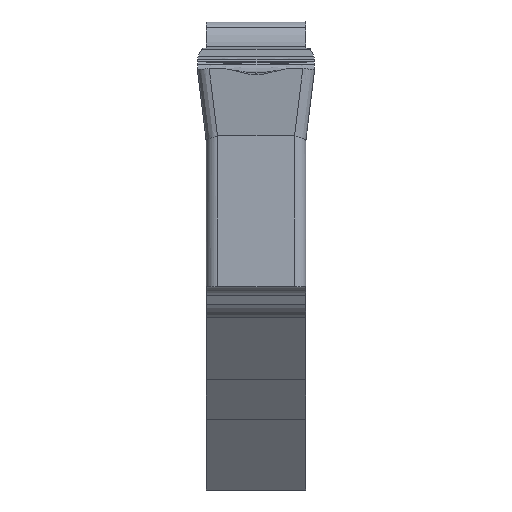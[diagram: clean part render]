
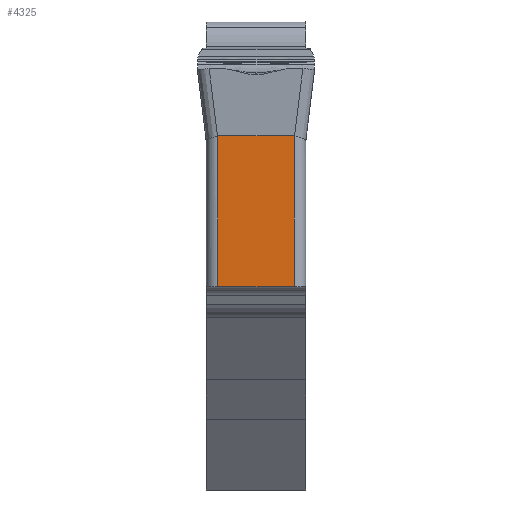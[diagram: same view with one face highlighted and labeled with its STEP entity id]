
A CAD part, front view. The second image highlights one B-rep face of the part: STEP entity #4325.
In plain terms, the highlighted planar face has unit normal (0, -0.999, -0.035).
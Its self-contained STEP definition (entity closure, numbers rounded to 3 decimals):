
#1185=DIRECTION('',(0.,-0.035,0.999));
#1186=VECTOR('',#1185,0.01);
#1187=CARTESIAN_POINT('',(-0.65,0.23,-3.721));
#1188=LINE('',#1187,#1186);
#1200=DIRECTION('',(1.,0.,0.));
#1201=VECTOR('',#1200,1.3);
#1202=CARTESIAN_POINT('',(-0.65,0.23,-3.721));
#1203=LINE('',#1202,#1201);
#1207=DIRECTION('',(-1.,0.,0.));
#1208=VECTOR('',#1207,1.3);
#1209=CARTESIAN_POINT('',(0.65,0.14,-1.139));
#1210=LINE('',#1209,#1208);
#1214=CARTESIAN_POINT('',(0.65,0.23,-3.721));
#1222=DIRECTION('',(0.,0.035,-0.999));
#1223=VECTOR('',#1222,0.01);
#1224=CARTESIAN_POINT('',(0.65,0.23,
-3.711));
#1225=LINE('',#1224,#1223);
#1265=DIRECTION('',(0.,0.035,-0.999));
#1266=VECTOR('',#1265,2.574);
#1267=CARTESIAN_POINT('',(0.65,0.14,-1.139));
#1268=LINE('',#1267,#1266);
#1354=CARTESIAN_POINT('',(-0.65,0.14,-1.139));
#1362=DIRECTION('',(0.,-0.035,0.999));
#1363=VECTOR('',#1362,2.574);
#1364=CARTESIAN_POINT('',(-0.65,0.23,
-3.711));
#1365=LINE('',#1364,#1363);
#1372=CARTESIAN_POINT('',(-0.65,0.23,
-3.711));
#1624=VERTEX_POINT('',#1354);
#1625=CARTESIAN_POINT('',(0.65,0.14,-1.139));
#1626=VERTEX_POINT('',#1625);
#1647=VERTEX_POINT('',#1372);
#1771=CARTESIAN_POINT('',(0.65,0.23,
-3.711));
#1772=VERTEX_POINT('',#1771);
#1777=VERTEX_POINT('',#1214);
#1778=CARTESIAN_POINT('',(-0.65,0.23,-3.721));
#1779=VERTEX_POINT('',#1778);
#4308=CARTESIAN_POINT('',(-0.65,0.078,0.627));
#4309=DIRECTION('',(0.,-0.999,-0.035));
#4310=DIRECTION('',(-1.,0.,0.));
#4311=AXIS2_PLACEMENT_3D('',#4308,#4309,#4310);
#4312=PLANE('',#4311);
#4314=ORIENTED_EDGE('',*,*,#4313,.T.);
#4316=ORIENTED_EDGE('',*,*,#4315,.F.);
#4317=ORIENTED_EDGE('',*,*,#4286,.T.);
#4319=ORIENTED_EDGE('',*,*,#4318,.T.);
#4320=ORIENTED_EDGE('',*,*,#2057,.F.);
#4322=ORIENTED_EDGE('',*,*,#4321,.T.);
#4323=EDGE_LOOP('',(#4314,#4316,#4317,#4319,#4320,#4322));
#4324=FACE_OUTER_BOUND('',#4323,.F.);
#2057=EDGE_CURVE('',#1626,#1624,#1210,.T.);
#4286=EDGE_CURVE('',#1779,#1647,#1188,.T.);
#4313=EDGE_CURVE('',#1772,#1777,#1225,.T.);
#4315=EDGE_CURVE('',#1779,#1777,#1203,.T.);
#4318=EDGE_CURVE('',#1647,#1624,#1365,.T.);
#4321=EDGE_CURVE('',#1626,#1772,#1268,.T.);
#4325=ADVANCED_FACE('',(#4324),#4312,.T.);
